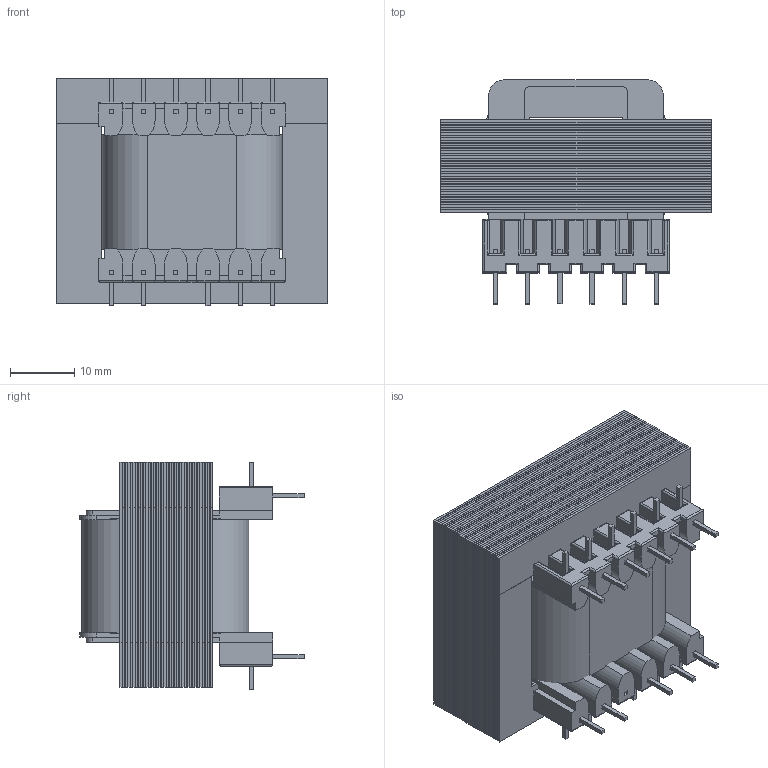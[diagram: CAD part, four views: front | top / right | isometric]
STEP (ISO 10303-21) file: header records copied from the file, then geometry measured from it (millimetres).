
FILE_DESCRIPTION (( 'STEP AP214' ), '1' );
FILE_NAME ('VTX-LOUT3.STEP', '2025-03-26T19:58:00', ( '' ), ( '' ), 'SwSTEP 2.0', 'SolidWorks 2024', '' );
FILE_SCHEMA (( 'AUTOMOTIVE_DESIGN' ));
Length unit declared in the file: millimetre
Products named in the file (6): I42; L PIN SQUARE 0.65; Bobbin EI 42 X 14.8; VTX-LOUT3; EI42 Windings; E42
Assembly tree (85 placements, depth 2):
  VTX-LOUT3
    Bobbin EI 42 X 14.8
    EI42 Windings
    E42  x36
    I42  x36
    L PIN SQUARE 0.65  x11
Bounding box: 42 x 34.85 x 35.42 mm (x, y, z)
Volume: 27203.6 mm3; surface area: 99940 mm2
Topology: 85 solids, 85 shells, 1162 faces, 2874 edges, 1884 vertices
Faces by surface type: plane 1034, cylinder 128
Entity records: 12417 total; most frequent: CARTESIAN_POINT 2416, ORIENTED_EDGE 2028, DIRECTION 1922, EDGE_CURVE 1014, LINE 854, VECTOR 854, VERTEX_POINT 644, AXIS2_PLACEMENT_3D 534
